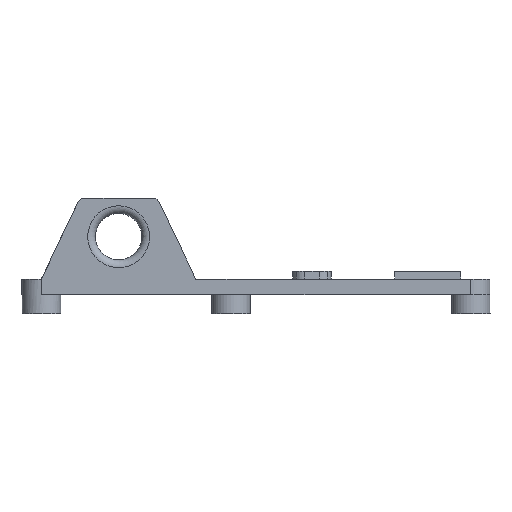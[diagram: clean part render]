
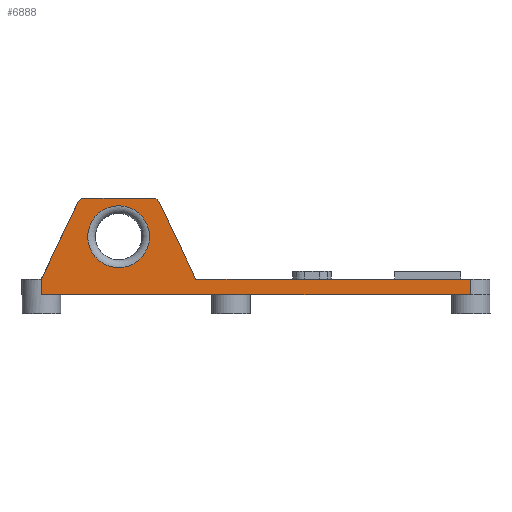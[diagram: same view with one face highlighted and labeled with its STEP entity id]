
A CAD part, left-side view. The second image highlights one B-rep face of the part: STEP entity #6888.
In plain terms, the highlighted planar face has unit normal (-1, 0, 0).
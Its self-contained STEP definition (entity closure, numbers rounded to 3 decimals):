
#232=FACE_BOUND('',#1186,.T.);
#786=FACE_OUTER_BOUND('',#1185,.T.);
#1185=EDGE_LOOP('',(#6192,#6193,#6194,#6195,#6196,#6197,#6198,#6199,#6200,
#6201));
#1186=EDGE_LOOP('',(#6202));
#1297=CIRCLE('',#7221,2.);
#1298=CIRCLE('',#7222,2.);
#1299=CIRCLE('',#7223,8.);
#1351=LINE('',#8730,#2018);
#1470=LINE('',#9535,#2137);
#1584=LINE('',#9935,#2251);
#1585=LINE('',#9940,#2252);
#1968=LINE('',#12507,#2635);
#1969=LINE('',#12511,#2636);
#1970=LINE('',#12514,#2637);
#1971=LINE('',#12515,#2638);
#2018=VECTOR('',#7331,10.);
#2137=VECTOR('',#7462,10.);
#2251=VECTOR('',#7680,10.);
#2252=VECTOR('',#7685,10.);
#2635=VECTOR('',#8498,10.);
#2636=VECTOR('',#8501,10.);
#2637=VECTOR('',#8504,10.);
#2638=VECTOR('',#8505,10.);
#2688=VERTEX_POINT('',#8717);
#2693=VERTEX_POINT('',#8727);
#2694=VERTEX_POINT('',#8729);
#2908=VERTEX_POINT('',#9531);
#2999=VERTEX_POINT('',#9934);
#3001=VERTEX_POINT('',#9939);
#3295=VERTEX_POINT('',#12506);
#3296=VERTEX_POINT('',#12508);
#3297=VERTEX_POINT('',#12510);
#3298=VERTEX_POINT('',#12512);
#3299=VERTEX_POINT('',#12516);
#3362=EDGE_CURVE('',#2693,#2694,#1351,.T.);
#3579=EDGE_CURVE('',#2694,#2908,#1470,.T.);
#3718=EDGE_CURVE('',#2908,#2999,#1584,.T.);
#3721=EDGE_CURVE('',#2999,#3001,#1585,.T.);
#4272=EDGE_CURVE('',#3295,#2693,#1968,.T.);
#4273=EDGE_CURVE('',#3296,#3295,#1297,.T.);
#4274=EDGE_CURVE('',#3297,#3296,#1969,.T.);
#4275=EDGE_CURVE('',#3298,#3297,#1298,.T.);
#4276=EDGE_CURVE('',#2688,#3298,#1970,.T.);
#4277=EDGE_CURVE('',#3001,#2688,#1971,.T.);
#4278=EDGE_CURVE('',#3299,#3299,#1299,.T.);
#6192=ORIENTED_EDGE('',*,*,#3362,.F.);
#6193=ORIENTED_EDGE('',*,*,#4272,.F.);
#6194=ORIENTED_EDGE('',*,*,#4273,.F.);
#6195=ORIENTED_EDGE('',*,*,#4274,.F.);
#6196=ORIENTED_EDGE('',*,*,#4275,.F.);
#6197=ORIENTED_EDGE('',*,*,#4276,.F.);
#6198=ORIENTED_EDGE('',*,*,#4277,.F.);
#6199=ORIENTED_EDGE('',*,*,#3721,.F.);
#6200=ORIENTED_EDGE('',*,*,#3718,.F.);
#6201=ORIENTED_EDGE('',*,*,#3579,.F.);
#6202=ORIENTED_EDGE('',*,*,#4278,.F.);
#6541=PLANE('',#7220);
#6888=ADVANCED_FACE('',(#786,#232),#6541,.F.);
#7220=AXIS2_PLACEMENT_3D('',#12505,#8496,#8497);
#7221=AXIS2_PLACEMENT_3D('',#12509,#8499,#8500);
#7222=AXIS2_PLACEMENT_3D('',#12513,#8502,#8503);
#7223=AXIS2_PLACEMENT_3D('',#12517,#8506,#8507);
#7331=DIRECTION('',(0.,-1.,0.));
#7462=DIRECTION('',(0.,0.,-1.));
#7680=DIRECTION('',(0.,1.,0.));
#7685=DIRECTION('',(0.,1.,0.));
#8496=DIRECTION('center_axis',(1.,0.,0.));
#8497=DIRECTION('ref_axis',(0.,0.,1.));
#8498=DIRECTION('',(0.,-0.43,-0.903));
#8499=DIRECTION('center_axis',(1.,0.,0.));
#8500=DIRECTION('ref_axis',(0.,-0.534,0.846));
#8501=DIRECTION('',(0.,-1.,0.));
#8502=DIRECTION('center_axis',(1.,0.,0.));
#8503=DIRECTION('ref_axis',(0.,0.534,0.846));
#8504=DIRECTION('',(0.,-0.43,0.903));
#8505=DIRECTION('',(0.,0.,1.));
#8506=DIRECTION('center_axis',(-1.,0.,0.));
#8507=DIRECTION('ref_axis',(0.,-1.,0.));
#8717=CARTESIAN_POINT('',(0.,-5.,4.));
#8727=CARTESIAN_POINT('',(0.,-45.,4.));
#8729=CARTESIAN_POINT('',(0.,-116.093,4.));
#8730=CARTESIAN_POINT('',(0.,-61.093,4.));
#9531=CARTESIAN_POINT('',(0.,-116.093,0.));
#9535=CARTESIAN_POINT('',(0.,-116.093,2.));
#9934=CARTESIAN_POINT('',(0.,-54.,0.));
#9935=CARTESIAN_POINT('',(0.,-61.093,0.));
#9939=CARTESIAN_POINT('',(0.,-5.,0.));
#9940=CARTESIAN_POINT('',(0.,-60.,0.));
#12505=CARTESIAN_POINT('Origin',(0.,-60.,2.));
#12506=CARTESIAN_POINT('',(0.,-35.543,23.86));
#12507=CARTESIAN_POINT('',(0.,-35.,25.));
#12508=CARTESIAN_POINT('',(0.,-33.737,25.));
#12509=CARTESIAN_POINT('Origin',(0.,-33.737,23.));
#12510=CARTESIAN_POINT('',(0.,-16.263,25.));
#12511=CARTESIAN_POINT('',(0.,-15.,25.));
#12512=CARTESIAN_POINT('',(0.,-14.457,23.86));
#12513=CARTESIAN_POINT('Origin',(0.,-16.263,23.));
#12514=CARTESIAN_POINT('',(0.,-5.,4.));
#12515=CARTESIAN_POINT('',(0.,-5.,2.));
#12516=CARTESIAN_POINT('',(0.,-25.,23.));
#12517=CARTESIAN_POINT('Origin',(0.,-25.,15.));
